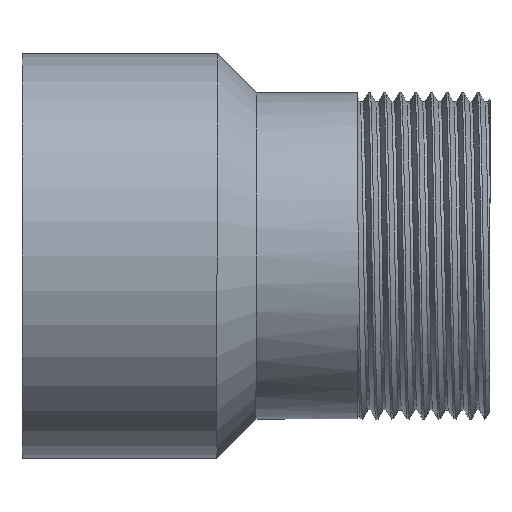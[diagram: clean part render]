
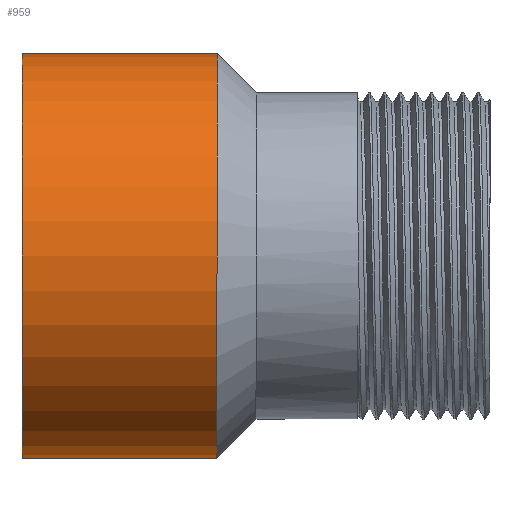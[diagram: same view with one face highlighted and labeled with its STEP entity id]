
A CAD part, front view. The second image highlights one B-rep face of the part: STEP entity #959.
In plain terms, the highlighted cylindrical face has radius 25.911 mm (diameter 51.822 mm), a full revolution.
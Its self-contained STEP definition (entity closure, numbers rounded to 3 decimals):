
#65=FACE_OUTER_BOUND('',#118,.T.);
#118=EDGE_LOOP('',(#733,#734,#735,#736,#737));
#147=CIRCLE('',#1036,25.911);
#148=CIRCLE('',#1037,25.911);
#149=CIRCLE('',#1039,25.911);
#285=LINE('',#3280,#326);
#326=VECTOR('',#1199,25.911);
#415=VERTEX_POINT('',#3272);
#416=VERTEX_POINT('',#3274);
#417=VERTEX_POINT('',#3278);
#547=EDGE_CURVE('',#415,#416,#147,.T.);
#548=EDGE_CURVE('',#416,#415,#148,.T.);
#549=EDGE_CURVE('',#417,#417,#149,.T.);
#550=EDGE_CURVE('',#417,#416,#285,.T.);
#733=ORIENTED_EDGE('',*,*,#549,.F.);
#734=ORIENTED_EDGE('',*,*,#550,.T.);
#735=ORIENTED_EDGE('',*,*,#547,.F.);
#736=ORIENTED_EDGE('',*,*,#548,.F.);
#737=ORIENTED_EDGE('',*,*,#550,.F.);
#917=CYLINDRICAL_SURFACE('',#1038,25.911);
#959=ADVANCED_FACE('',(#65),#917,.T.);
#1036=AXIS2_PLACEMENT_3D('',#3275,#1191,#1192);
#1037=AXIS2_PLACEMENT_3D('',#3276,#1193,#1194);
#1038=AXIS2_PLACEMENT_3D('',#3277,#1195,#1196);
#1039=AXIS2_PLACEMENT_3D('',#3279,#1197,#1198);
#1191=DIRECTION('center_axis',(1.,0.,0.));
#1192=DIRECTION('ref_axis',(0.,0.,-1.));
#1193=DIRECTION('center_axis',(1.,0.,0.));
#1194=DIRECTION('ref_axis',(0.,0.,-1.));
#1195=DIRECTION('center_axis',(-1.,0.,0.));
#1196=DIRECTION('ref_axis',(0.,0.,1.));
#1197=DIRECTION('center_axis',(-1.,0.,0.));
#1198=DIRECTION('ref_axis',(0.,0.,1.));
#1199=DIRECTION('',(1.,0.,0.));
#3272=CARTESIAN_POINT('',(-5.,0.,25.911));
#3274=CARTESIAN_POINT('',(-5.,0.,-25.911));
#3275=CARTESIAN_POINT('Origin',(-5.,0.,0.));
#3276=CARTESIAN_POINT('Origin',(-5.,0.,0.));
#3277=CARTESIAN_POINT('Origin',(-15.,0.,0.));
#3278=CARTESIAN_POINT('',(-30.,0.,-25.911));
#3279=CARTESIAN_POINT('Origin',(-30.,0.,0.));
#3280=CARTESIAN_POINT('',(-15.,0.,-25.911));
